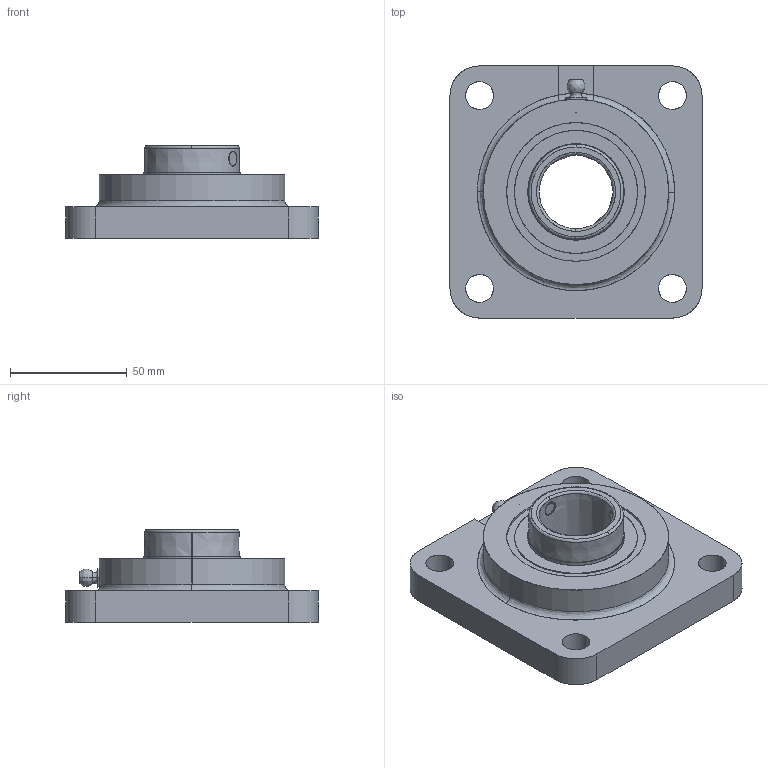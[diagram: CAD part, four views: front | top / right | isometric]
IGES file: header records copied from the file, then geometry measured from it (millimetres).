
Start section: SolidWorks IGES file using analytic representation for surfaces
Global section: file name: VFDEFAU07251059154558.igs; native system: SolidWorks 2016; preprocessor: SolidWorks 2016; author: partstream; date: 160725.105917; units: inch
Bounding box: 107.95 x 107.95 x 39.69 mm (x, y, z)
Surface area: 39799 mm2 (no closed solid volume)
Topology: 0 solids, 0 shells, 131 faces, 2598 edges, 2612 vertices
Faces by surface type: bspline 86, revolution 45
